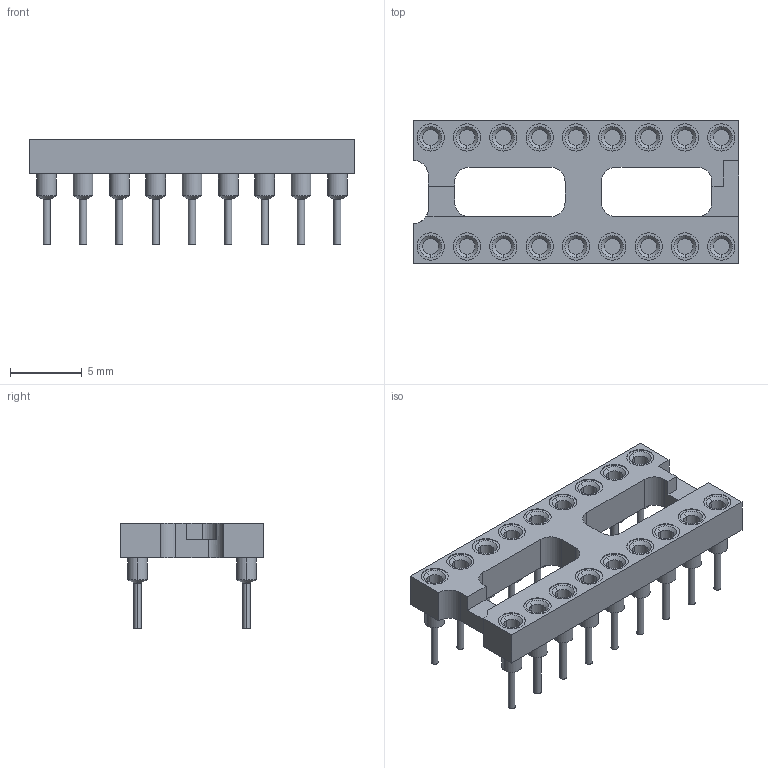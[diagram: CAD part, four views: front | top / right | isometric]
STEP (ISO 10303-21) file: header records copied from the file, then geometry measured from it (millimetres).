
FILE_DESCRIPTION(('STEP AP242'),'1');
FILE_NAME('1077319_818-ag11d-esl-lf.stp','2019-02-06T04:45:26',('TraceParts'),('TraceParts S.A.'),'Spatial InterOp 3D',' ',' ');
FILE_SCHEMA(('AP242_MANAGED_MODEL_BASED_3D_ENGINEERING_MIM_LF {1 0 10303 442 1 1 4}'));
Length unit declared in the file: millimetre
Products named in the file (1): 1077319_818-ag11d-esl-lf
Bounding box: 22.76 x 10.06 x 7.37 mm (x, y, z)
Volume: 441.1 mm3; surface area: 878.3 mm2
Topology: 1 solids, 1 shells, 302 faces, 636 edges, 388 vertices
Faces by surface type: cylinder 154, plane 76, cone 72
Entity records: 8124 total; most frequent: DIRECTION 1587, CARTESIAN_POINT 1327, ORIENTED_EDGE 1272, AXIS2_PLACEMENT_3D 648, EDGE_CURVE 636, VERTEX_POINT 388, EDGE_LOOP 358, CIRCLE 345
